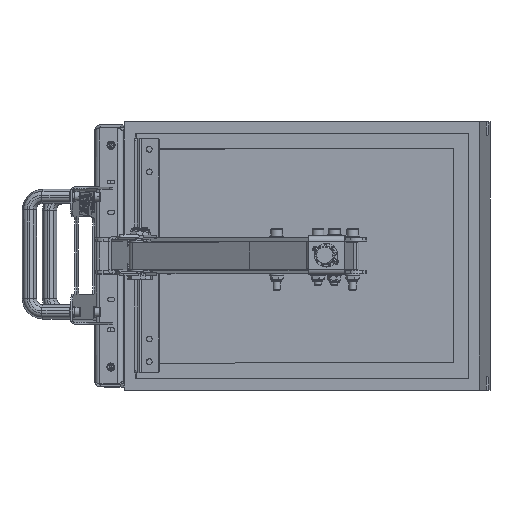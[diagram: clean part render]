
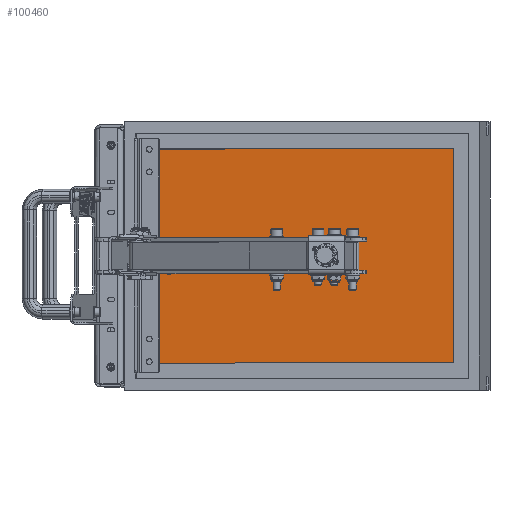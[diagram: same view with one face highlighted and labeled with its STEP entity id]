
A CAD part, top view. The second image highlights one B-rep face of the part: STEP entity #100460.
In plain terms, the highlighted planar face has unit normal (-0.089, 0, 0.996).
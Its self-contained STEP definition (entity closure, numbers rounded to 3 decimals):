
#12902=LINE('',#176588,#21641);
#12906=LINE('',#176595,#21645);
#12907=LINE('',#176598,#21646);
#12908=LINE('',#176599,#21647);
#21641=VECTOR('',#119688,10.);
#21645=VECTOR('',#119694,10.);
#21646=VECTOR('',#119697,10.);
#21647=VECTOR('',#119698,10.);
#28480=FACE_OUTER_BOUND('',#34110,.T.);
#34110=EDGE_LOOP('',(#82589,#82590,#82591,#82592));
#44561=VERTEX_POINT('',#176585);
#44562=VERTEX_POINT('',#176587);
#44564=VERTEX_POINT('',#176593);
#44565=VERTEX_POINT('',#176597);
#57580=EDGE_CURVE('',#44561,#44562,#12902,.T.);
#57584=EDGE_CURVE('',#44564,#44561,#12906,.T.);
#57585=EDGE_CURVE('',#44565,#44564,#12907,.T.);
#57586=EDGE_CURVE('',#44562,#44565,#12908,.T.);
#82589=ORIENTED_EDGE('',*,*,#57584,.F.);
#82590=ORIENTED_EDGE('',*,*,#57585,.F.);
#82591=ORIENTED_EDGE('',*,*,#57586,.F.);
#82592=ORIENTED_EDGE('',*,*,#57580,.F.);
#90484=PLANE('',#104667);
#100460=ADVANCED_FACE('',(#28480),#90484,.T.);
#104667=AXIS2_PLACEMENT_3D('',#176596,#119695,#119696);
#119688=DIRECTION('',(0.,1.,0.));
#119694=DIRECTION('',(-0.996,0.,-0.089));
#119695=DIRECTION('center_axis',(-0.089,0.,
0.996));
#119696=DIRECTION('ref_axis',(-0.996,0.,
-0.089));
#119697=DIRECTION('',(0.,-1.,0.));
#119698=DIRECTION('',(0.996,0.,0.089));
#176585=CARTESIAN_POINT('',(-69.89,-118.5,288.577));
#176587=CARTESIAN_POINT('',(-69.89,118.5,288.577));
#176588=CARTESIAN_POINT('',(-69.89,-74.25,288.577));
#176593=CARTESIAN_POINT('',(263.767,-118.5,318.537));
#176595=CARTESIAN_POINT('',(195.293,-118.5,312.389));
#176596=CARTESIAN_POINT('Origin',(96.938,0.,
303.557));
#176597=CARTESIAN_POINT('',(263.767,118.5,318.537));
#176598=CARTESIAN_POINT('',(263.767,74.25,318.537));
#176599=CARTESIAN_POINT('',(-1.416,118.5,294.726));
